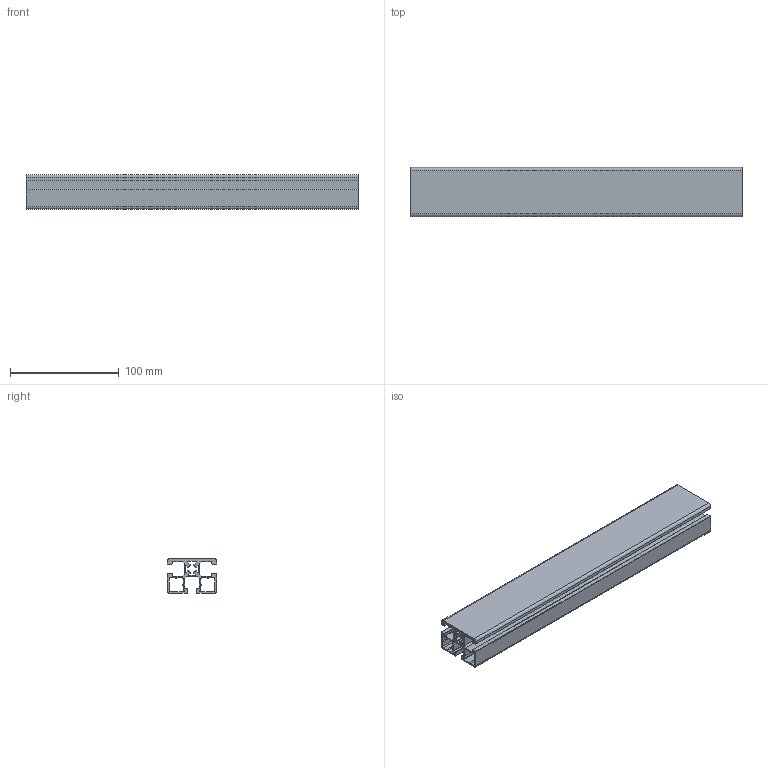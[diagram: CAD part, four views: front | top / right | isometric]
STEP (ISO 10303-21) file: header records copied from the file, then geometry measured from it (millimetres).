
FILE_DESCRIPTION(/* description */ (''),/* implementation_level */ '2;1');
FILE_NAME(/* name */ '10-4532-0-12IN.stp',/* time_stamp */ '2024-11-12T10:36:54-05:00',/* author */ ('esanner'),/* organization */ (''),/* preprocessor_version */ 'ST-DEVELOPER v19',/* originating_system */ 'AutoCAD Mechanical',/* authorisation */ '');
FILE_SCHEMA (('AUTOMOTIVE_DESIGN { 1 0 10303 214 3 1 1 }'));
Length unit declared in the file: millimetre
Products named in the file (1): Product
Bounding box: 304.8 x 45 x 32 mm (x, y, z)
Volume: 141815.2 mm3; surface area: 135451.8 mm2
Topology: 1 solids, 1 shells, 132 faces, 390 edges, 260 vertices
Faces by surface type: plane 78, cylinder 54
Entity records: 4457 total; most frequent: CARTESIAN_POINT 783, ORIENTED_EDGE 780, DIRECTION 764, EDGE_CURVE 390, LINE 282, VECTOR 282, VERTEX_POINT 260, AXIS2_PLACEMENT_3D 241
